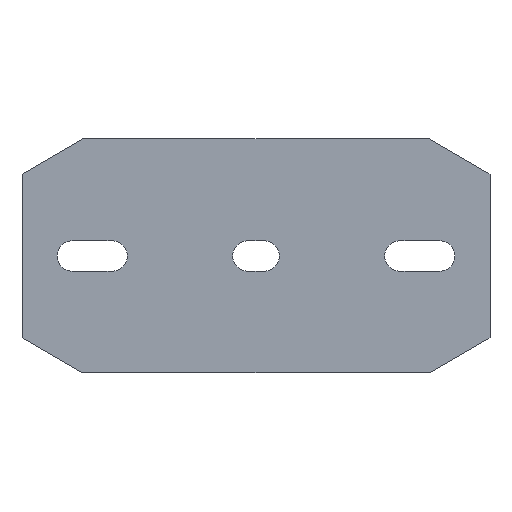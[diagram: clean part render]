
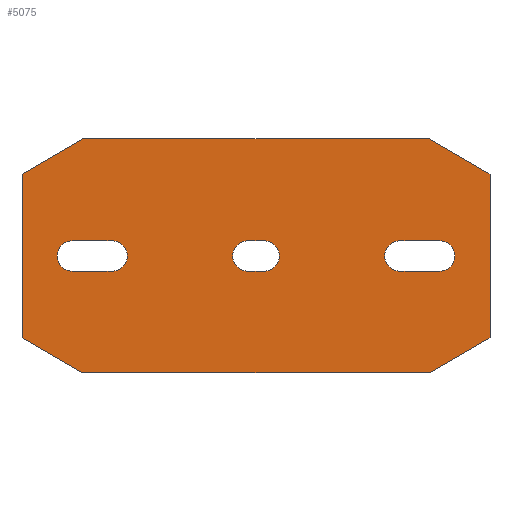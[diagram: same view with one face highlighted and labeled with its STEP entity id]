
A CAD part, front view. The second image highlights one B-rep face of the part: STEP entity #5075.
In plain terms, the highlighted planar face has unit normal (0, -1, 0).
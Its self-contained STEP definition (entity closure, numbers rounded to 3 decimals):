
#2=DIRECTION('',(-0.866,0.,0.5));
#3=VECTOR('',#2,30.);
#4=CARTESIAN_POINT('',(-74.019,0.,-50.));
#5=LINE('',#4,#3);
#6=DIRECTION('',(0.,0.,1.));
#7=VECTOR('',#6,70.);
#8=CARTESIAN_POINT('',(-100.,0.,-35.));
#9=LINE('',#8,#7);
#10=DIRECTION('',(0.866,0.,0.5));
#11=VECTOR('',#10,30.);
#12=CARTESIAN_POINT('',(-100.,0.,35.));
#13=LINE('',#12,#11);
#14=DIRECTION('',(1.,0.,0.));
#15=VECTOR('',#14,148.038);
#16=CARTESIAN_POINT('',(-74.019,0.,50.));
#17=LINE('',#16,#15);
#18=DIRECTION('',(0.866,0.,-0.5));
#19=VECTOR('',#18,30.);
#20=CARTESIAN_POINT('',(74.019,0.,50.));
#21=LINE('',#20,#19);
#22=DIRECTION('',(0.,0.,-1.));
#23=VECTOR('',#22,70.);
#24=CARTESIAN_POINT('',(100.,0.,35.));
#25=LINE('',#24,#23);
#26=DIRECTION('',(-0.866,0.,-0.5));
#27=VECTOR('',#26,30.);
#28=CARTESIAN_POINT('',(100.,0.,-35.));
#29=LINE('',#28,#27);
#30=DIRECTION('',(-1.,0.,0.));
#31=VECTOR('',#30,148.038);
#32=CARTESIAN_POINT('',(74.019,0.,-50.));
#33=LINE('',#32,#31);
#34=CARTESIAN_POINT('',(-78.5,0.,0.));
#35=DIRECTION('',(0.,1.,0.));
#36=DIRECTION('',(0.,0.,-1.));
#37=AXIS2_PLACEMENT_3D('',#34,#35,#36);
#39=DIRECTION('',(-1.,0.,0.));
#40=VECTOR('',#39,17.);
#41=CARTESIAN_POINT('',(-61.5,0.,-6.5));
#42=LINE('',#41,#40);
#43=CARTESIAN_POINT('',(-61.5,0.,0.));
#44=DIRECTION('',(0.,1.,0.));
#45=DIRECTION('',(0.,0.,1.));
#46=AXIS2_PLACEMENT_3D('',#43,#44,#45);
#48=DIRECTION('',(1.,0.,0.));
#49=VECTOR('',#48,17.);
#50=CARTESIAN_POINT('',(-78.5,0.,6.5));
#51=LINE('',#50,#49);
#52=CARTESIAN_POINT('',(78.5,0.,0.));
#53=DIRECTION('',(0.,-1.,0.));
#54=DIRECTION('',(0.,0.,-1.));
#55=AXIS2_PLACEMENT_3D('',#52,#53,#54);
#57=DIRECTION('',(-1.,0.,0.));
#58=VECTOR('',#57,17.);
#59=CARTESIAN_POINT('',(78.5,0.,6.5));
#60=LINE('',#59,#58);
#61=CARTESIAN_POINT('',(61.5,0.,0.));
#62=DIRECTION('',(0.,-1.,0.));
#63=DIRECTION('',(0.,0.,1.));
#64=AXIS2_PLACEMENT_3D('',#61,#62,#63);
#66=DIRECTION('',(1.,0.,0.));
#67=VECTOR('',#66,17.);
#68=CARTESIAN_POINT('',(61.5,0.,-6.5));
#69=LINE('',#68,#67);
#70=CARTESIAN_POINT('',(-3.5,0.,0.));
#71=DIRECTION('',(0.,1.,0.));
#72=DIRECTION('',(0.,0.,-1.));
#73=AXIS2_PLACEMENT_3D('',#70,#71,#72);
#75=DIRECTION('',(-1.,0.,0.));
#76=VECTOR('',#75,7.);
#77=CARTESIAN_POINT('',(3.5,0.,-6.5));
#78=LINE('',#77,#76);
#79=CARTESIAN_POINT('',(3.5,0.,0.));
#80=DIRECTION('',(0.,1.,0.));
#81=DIRECTION('',(0.,0.,1.));
#82=AXIS2_PLACEMENT_3D('',#79,#80,#81);
#84=DIRECTION('',(1.,0.,0.));
#85=VECTOR('',#84,7.);
#86=CARTESIAN_POINT('',(-3.5,0.,6.5));
#87=LINE('',#86,#85);
#3838=CARTESIAN_POINT('',(-74.019,0.,-50.));
#3839=CARTESIAN_POINT('',(-100.,0.,-35.));
#3840=VERTEX_POINT('',#3838);
#3841=VERTEX_POINT('',#3839);
#3842=CARTESIAN_POINT('',(-100.,0.,35.));
#3843=VERTEX_POINT('',#3842);
#3844=CARTESIAN_POINT('',(-74.019,0.,50.));
#3845=VERTEX_POINT('',#3844);
#3846=CARTESIAN_POINT('',(74.019,0.,50.));
#3847=VERTEX_POINT('',#3846);
#3848=CARTESIAN_POINT('',(100.,0.,35.));
#3849=VERTEX_POINT('',#3848);
#3850=CARTESIAN_POINT('',(100.,0.,-35.));
#3851=VERTEX_POINT('',#3850);
#3852=CARTESIAN_POINT('',(74.019,0.,-50.));
#3853=VERTEX_POINT('',#3852);
#3870=CARTESIAN_POINT('',(-78.5,0.,-6.5));
#3871=CARTESIAN_POINT('',(-78.5,0.,6.5));
#3872=VERTEX_POINT('',#3870);
#3873=VERTEX_POINT('',#3871);
#3874=CARTESIAN_POINT('',(-61.5,0.,6.5));
#3875=VERTEX_POINT('',#3874);
#3876=CARTESIAN_POINT('',(-61.5,0.,-6.5));
#3877=VERTEX_POINT('',#3876);
#3886=CARTESIAN_POINT('',(78.5,0.,-6.5));
#3887=CARTESIAN_POINT('',(78.5,0.,6.5));
#3888=VERTEX_POINT('',#3886);
#3889=VERTEX_POINT('',#3887);
#3890=CARTESIAN_POINT('',(61.5,0.,6.5));
#3891=VERTEX_POINT('',#3890);
#3892=CARTESIAN_POINT('',(61.5,0.,-6.5));
#3893=VERTEX_POINT('',#3892);
#3902=CARTESIAN_POINT('',(-3.5,0.,-6.5));
#3903=CARTESIAN_POINT('',(-3.5,0.,6.5));
#3904=VERTEX_POINT('',#3902);
#3905=VERTEX_POINT('',#3903);
#3906=CARTESIAN_POINT('',(3.5,0.,6.5));
#3907=VERTEX_POINT('',#3906);
#3908=CARTESIAN_POINT('',(3.5,0.,-6.5));
#3909=VERTEX_POINT('',#3908);
#5022=CARTESIAN_POINT('',(0.,0.,0.));
#5023=DIRECTION('',(0.,1.,0.));
#5024=DIRECTION('',(1.,0.,0.));
#5025=AXIS2_PLACEMENT_3D('',#5022,#5023,#5024);
#5026=PLANE('',#5025);
#5028=ORIENTED_EDGE('',*,*,#5027,.T.);
#5030=ORIENTED_EDGE('',*,*,#5029,.T.);
#5032=ORIENTED_EDGE('',*,*,#5031,.T.);
#5034=ORIENTED_EDGE('',*,*,#5033,.T.);
#5036=ORIENTED_EDGE('',*,*,#5035,.T.);
#5038=ORIENTED_EDGE('',*,*,#5037,.T.);
#5040=ORIENTED_EDGE('',*,*,#5039,.T.);
#5042=ORIENTED_EDGE('',*,*,#5041,.T.);
#5043=EDGE_LOOP('',(#5028,#5030,#5032,#5034,#5036,#5038,#5040,#5042));
#5044=FACE_OUTER_BOUND('',#5043,.F.);
#5046=ORIENTED_EDGE('',*,*,#5045,.F.);
#5048=ORIENTED_EDGE('',*,*,#5047,.F.);
#5050=ORIENTED_EDGE('',*,*,#5049,.F.);
#5052=ORIENTED_EDGE('',*,*,#5051,.F.);
#5053=EDGE_LOOP('',(#5046,#5048,#5050,#5052));
#5054=FACE_BOUND('',#5053,.F.);
#5056=ORIENTED_EDGE('',*,*,#5055,.T.);
#5058=ORIENTED_EDGE('',*,*,#5057,.T.);
#5060=ORIENTED_EDGE('',*,*,#5059,.T.);
#5062=ORIENTED_EDGE('',*,*,#5061,.T.);
#5063=EDGE_LOOP('',(#5056,#5058,#5060,#5062));
#5064=FACE_BOUND('',#5063,.F.);
#5066=ORIENTED_EDGE('',*,*,#5065,.F.);
#5068=ORIENTED_EDGE('',*,*,#5067,.F.);
#5070=ORIENTED_EDGE('',*,*,#5069,.F.);
#5072=ORIENTED_EDGE('',*,*,#5071,.F.);
#5073=EDGE_LOOP('',(#5066,#5068,#5070,#5072));
#5074=FACE_BOUND('',#5073,.F.);
#5075=ADVANCED_FACE('',(#5044,#5054,#5064,#5074),#5026,.F.);
#38=CIRCLE('',#37,6.5);
#47=CIRCLE('',#46,6.5);
#56=CIRCLE('',#55,6.5);
#65=CIRCLE('',#64,6.5);
#74=CIRCLE('',#73,6.5);
#83=CIRCLE('',#82,6.5);
#5027=EDGE_CURVE('',#3840,#3841,#5,.T.);
#5029=EDGE_CURVE('',#3841,#3843,#9,.T.);
#5031=EDGE_CURVE('',#3843,#3845,#13,.T.);
#5033=EDGE_CURVE('',#3845,#3847,#17,.T.);
#5035=EDGE_CURVE('',#3847,#3849,#21,.T.);
#5037=EDGE_CURVE('',#3849,#3851,#25,.T.);
#5039=EDGE_CURVE('',#3851,#3853,#29,.T.);
#5041=EDGE_CURVE('',#3853,#3840,#33,.T.);
#5045=EDGE_CURVE('',#3872,#3873,#38,.T.);
#5047=EDGE_CURVE('',#3877,#3872,#42,.T.);
#5049=EDGE_CURVE('',#3875,#3877,#47,.T.);
#5051=EDGE_CURVE('',#3873,#3875,#51,.T.);
#5055=EDGE_CURVE('',#3888,#3889,#56,.T.);
#5057=EDGE_CURVE('',#3889,#3891,#60,.T.);
#5059=EDGE_CURVE('',#3891,#3893,#65,.T.);
#5061=EDGE_CURVE('',#3893,#3888,#69,.T.);
#5065=EDGE_CURVE('',#3904,#3905,#74,.T.);
#5067=EDGE_CURVE('',#3909,#3904,#78,.T.);
#5069=EDGE_CURVE('',#3907,#3909,#83,.T.);
#5071=EDGE_CURVE('',#3905,#3907,#87,.T.);
